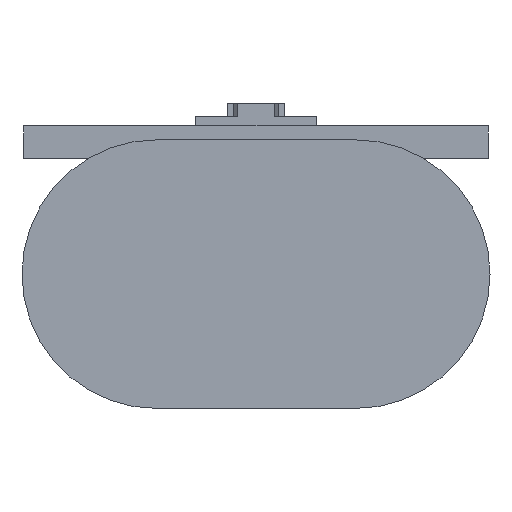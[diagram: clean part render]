
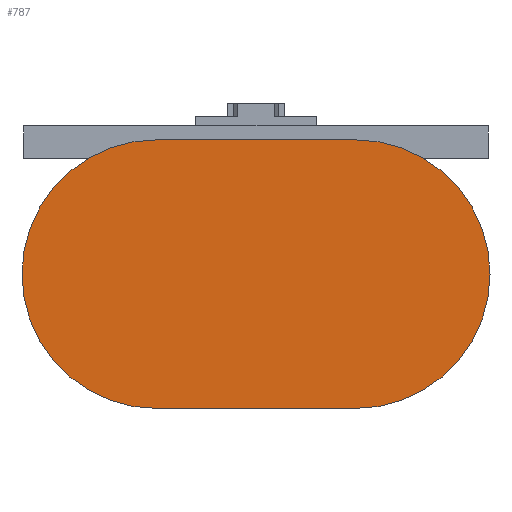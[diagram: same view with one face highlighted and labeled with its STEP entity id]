
A CAD part, front view. The second image highlights one B-rep face of the part: STEP entity #787.
In plain terms, the highlighted planar face has unit normal (0, -1, 0).
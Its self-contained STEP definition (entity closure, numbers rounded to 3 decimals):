
#2=CARTESIAN_POINT('',(-6.05,0.,0.));
#3=DIRECTION('',(0.,-1.,0.));
#4=DIRECTION('',(0.,0.,1.));
#5=AXIS2_PLACEMENT_3D('',#2,#3,#4);
#7=DIRECTION('',(-1.,0.,0.));
#8=VECTOR('',#7,12.1);
#9=CARTESIAN_POINT('',(6.05,0.,8.15));
#10=LINE('',#9,#8);
#11=CARTESIAN_POINT('',(6.05,0.,0.));
#12=DIRECTION('',(0.,-1.,0.));
#13=DIRECTION('',(0.,0.,-1.));
#14=AXIS2_PLACEMENT_3D('',#11,#12,#13);
#16=DIRECTION('',(1.,0.,0.));
#17=VECTOR('',#16,12.1);
#18=CARTESIAN_POINT('',(-6.05,0.,-8.15));
#19=LINE('',#18,#17);
#584=CARTESIAN_POINT('',(-6.05,0.,8.15));
#585=CARTESIAN_POINT('',(-6.05,0.,-8.15));
#586=VERTEX_POINT('',#584);
#587=VERTEX_POINT('',#585);
#588=CARTESIAN_POINT('',(6.05,0.,-8.15));
#589=VERTEX_POINT('',#588);
#590=CARTESIAN_POINT('',(6.05,0.,8.15));
#591=VERTEX_POINT('',#590);
#772=CARTESIAN_POINT('',(0.,0.,0.));
#773=DIRECTION('',(0.,1.,0.));
#774=DIRECTION('',(1.,0.,0.));
#775=AXIS2_PLACEMENT_3D('',#772,#773,#774);
#776=PLANE('',#775);
#778=ORIENTED_EDGE('',*,*,#777,.F.);
#780=ORIENTED_EDGE('',*,*,#779,.F.);
#782=ORIENTED_EDGE('',*,*,#781,.F.);
#784=ORIENTED_EDGE('',*,*,#783,.F.);
#785=EDGE_LOOP('',(#778,#780,#782,#784));
#786=FACE_OUTER_BOUND('',#785,.F.);
#787=ADVANCED_FACE('',(#786),#776,.F.);
#6=CIRCLE('',#5,8.15);
#15=CIRCLE('',#14,8.15);
#777=EDGE_CURVE('',#586,#587,#6,.T.);
#779=EDGE_CURVE('',#591,#586,#10,.T.);
#781=EDGE_CURVE('',#589,#591,#15,.T.);
#783=EDGE_CURVE('',#587,#589,#19,.T.);
